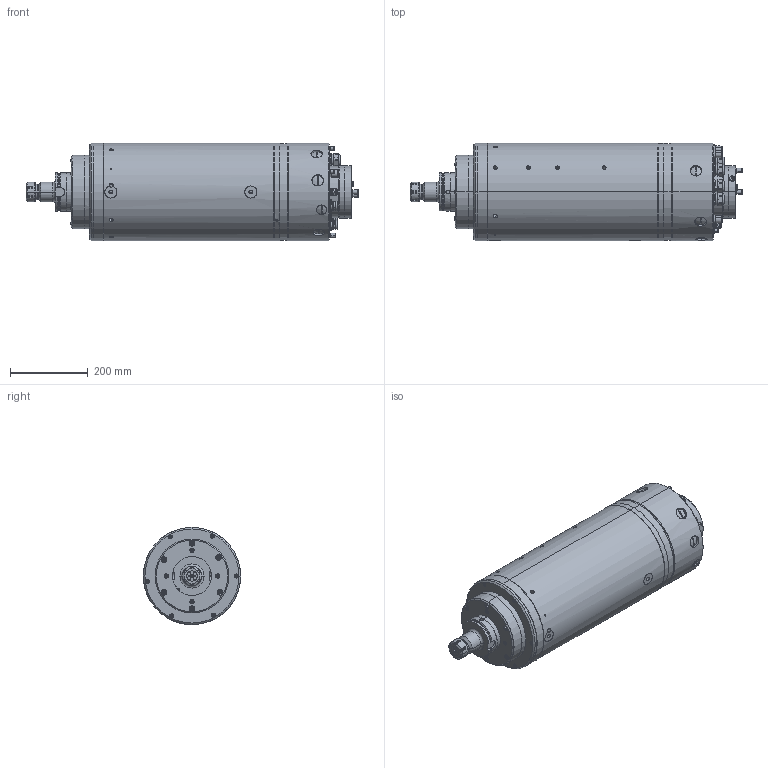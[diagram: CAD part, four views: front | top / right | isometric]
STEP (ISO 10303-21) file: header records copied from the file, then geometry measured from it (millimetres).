
FILE_DESCRIPTION (( 'STEP AP203' ), '1' );
FILE_NAME ('250AI12HK-00-.STEP', '2016-02-15T10:51:18', ( '' ), ( '' ), 'SwSTEP 2.0', 'SolidWorks 2014', '' );
FILE_SCHEMA (( 'CONFIG_CONTROL_DESIGN' ));
Products named in the file (1): 250AI12HK-00-
Bounding box: 854.13 x 250 x 250 mm (x, y, z)
Surface area: 873932 mm2 (no closed solid volume)
Topology: 0 solids, 157 shells, 1410 faces, 4509 edges, 3250 vertices
Faces by surface type: cylinder 639, plane 514, cone 124, torus 105, sphere 16, bspline 12
Entity records: 54688 total; most frequent: CARTESIAN_POINT 13643, DIRECTION 9366, ORIENTED_EDGE 7038, EDGE_CURVE 4473, AXIS2_PLACEMENT_3D 3720, VERTEX_POINT 3244, CIRCLE 2321, LINE 1926
